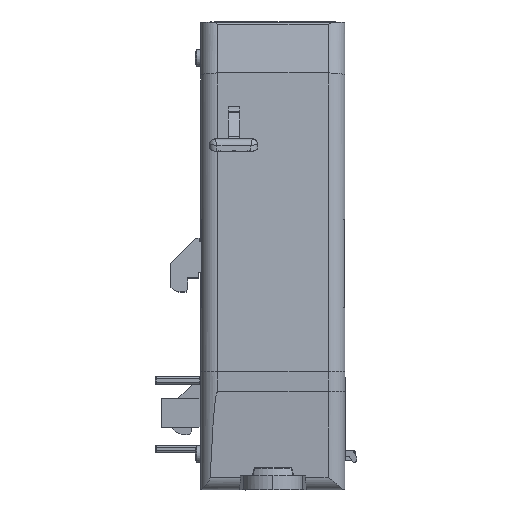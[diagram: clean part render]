
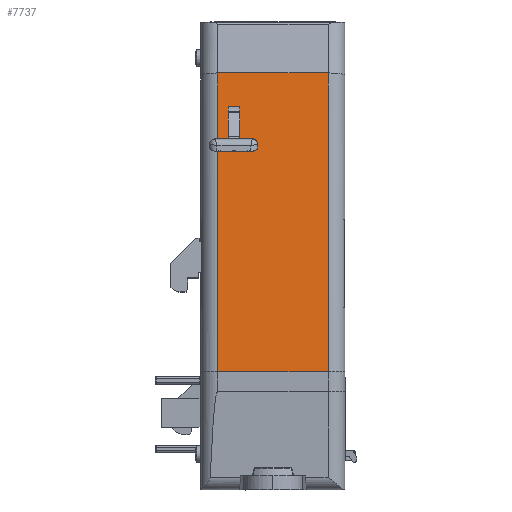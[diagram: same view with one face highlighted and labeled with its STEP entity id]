
A CAD part, front view. The second image highlights one B-rep face of the part: STEP entity #7737.
In plain terms, the highlighted planar face has unit normal (0, -0.999, 0.044).
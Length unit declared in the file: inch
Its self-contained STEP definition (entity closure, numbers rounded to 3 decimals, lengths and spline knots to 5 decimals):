
#1561 = DIRECTION ( 'NONE',  ( -1., 0., 0. ) ) ;
#3700 = ORIENTED_EDGE ( 'NONE', *, *, #113404, .T. ) ;
#5446 = DIRECTION ( 'NONE',  ( 0., 0.044, 0.999 ) ) ;
#7737 = ADVANCED_FACE ( 'NONE', ( #106154, #32027 ), #181554, .T. ) ;
#9438 = EDGE_CURVE ( 'NONE', #30914, #160084, #22209, .T. ) ;
#10422 = CARTESIAN_POINT ( 'NONE',  ( -0.17505, -1.74776, -0.49051 ) ) ;
#19114 = LINE ( 'NONE', #167803, #62812 ) ;
#19920 = EDGE_CURVE ( 'NONE', #190138, #214754, #209814, .T. ) ;
#22209 = LINE ( 'NONE', #185989, #131749 ) ;
#24179 = LINE ( 'NONE', #211338, #48767 ) ;
#25545 = CARTESIAN_POINT ( 'NONE',  ( -0.24746, -1.82827, -2.33452 ) ) ;
#30914 = VERTEX_POINT ( 'NONE', #89151 ) ;
#32027 = FACE_BOUND ( 'NONE', #80726, .T. ) ;
#35728 = LINE ( 'NONE', #224334, #145467 ) ;
#37521 = DIRECTION ( 'NONE',  ( -1., 0., 0. ) ) ;
#38903 = CARTESIAN_POINT ( 'NONE',  ( 0.51828, -1.73772, -0.26054 ) ) ;
#40490 = CARTESIAN_POINT ( 'NONE',  ( 0.51828, -1.92586, -4.56957 ) ) ;
#48767 = VECTOR ( 'NONE', #1561, 39.37008 ) ;
#53658 = CARTESIAN_POINT ( 'NONE',  ( 0.63541, -1.73772, -0.26054 ) ) ;
#59913 = ORIENTED_EDGE ( 'NONE', *, *, #208852, .T. ) ;
#62812 = VECTOR ( 'NONE', #130127, 39.37008 ) ;
#65825 = DIRECTION ( 'NONE',  ( 0., 0.044, 0.999 ) ) ;
#74823 = VERTEX_POINT ( 'NONE', #195084 ) ;
#75951 = EDGE_CURVE ( 'NONE', #74823, #133053, #24179, .T. ) ;
#80726 = EDGE_LOOP ( 'NONE', ( #159326, #162579, #183796, #3700 ) ) ;
#89151 = CARTESIAN_POINT ( 'NONE',  ( -0.09629, -1.74776, -0.49051 ) ) ;
#89514 = VECTOR ( 'NONE', #185519, 39.37008 ) ;
#91562 = VECTOR ( 'NONE', #218503, 39.37008 ) ;
#103390 = LINE ( 'NONE', #203098, #89514 ) ;
#106154 = FACE_OUTER_BOUND ( 'NONE', #135186, .T. ) ;
#113404 = EDGE_CURVE ( 'NONE', #204709, #114375, #35728, .T. ) ;
#114375 = VERTEX_POINT ( 'NONE', #10422 ) ;
#114832 = CARTESIAN_POINT ( 'NONE',  ( -0.09629, -1.75976, -0.76539 ) ) ;
#118306 = ORIENTED_EDGE ( 'NONE', *, *, #75951, .F. ) ;
#130127 = DIRECTION ( 'NONE',  ( -1., 0., 0. ) ) ;
#131749 = VECTOR ( 'NONE', #152254, 39.37008 ) ;
#133053 = VERTEX_POINT ( 'NONE', #25545 ) ;
#135186 = EDGE_LOOP ( 'NONE', ( #118306, #170254, #226432, #59913 ) ) ;
#145012 = VECTOR ( 'NONE', #5446, 39.37008 ) ;
#145467 = VECTOR ( 'NONE', #65825, 39.37008 ) ;
#146573 = CARTESIAN_POINT ( 'NONE',  ( -0.24746, -1.82827, -2.33452 ) ) ;
#150063 = DIRECTION ( 'NONE',  ( 0., -0.999, 0.044 ) ) ;
#152254 = DIRECTION ( 'NONE',  ( 0., -0.044, -0.999 ) ) ;
#152330 = CARTESIAN_POINT ( 'NONE',  ( 0.63541, -1.92586, -4.56957 ) ) ;
#152680 = CARTESIAN_POINT ( 'NONE',  ( -0.24746, -1.73772, -0.26054 ) ) ;
#159326 = ORIENTED_EDGE ( 'NONE', *, *, #215236, .F. ) ;
#160084 = VERTEX_POINT ( 'NONE', #114832 ) ;
#162579 = ORIENTED_EDGE ( 'NONE', *, *, #9438, .T. ) ;
#163167 = EDGE_CURVE ( 'NONE', #204709, #160084, #103390, .T. ) ;
#167803 = CARTESIAN_POINT ( 'NONE',  ( -0.13567, -1.74776, -0.49051 ) ) ;
#170254 = ORIENTED_EDGE ( 'NONE', *, *, #177358, .T. ) ;
#173722 = VECTOR ( 'NONE', #37521, 39.37008 ) ;
#177358 = EDGE_CURVE ( 'NONE', #74823, #190138, #194353, .T. ) ;
#181554 = PLANE ( 'NONE',  #185045 ) ;
#183796 = ORIENTED_EDGE ( 'NONE', *, *, #163167, .F. ) ;
#184833 = LINE ( 'NONE', #146573, #91562 ) ;
#185045 = AXIS2_PLACEMENT_3D ( 'NONE', #152330, #150063, #205172 ) ;
#185519 = DIRECTION ( 'NONE',  ( 1., 0., 0. ) ) ;
#185989 = CARTESIAN_POINT ( 'NONE',  ( -0.09629, -1.92586, -4.56957 ) ) ;
#190138 = VERTEX_POINT ( 'NONE', #38903 ) ;
#194353 = LINE ( 'NONE', #40490, #145012 ) ;
#195084 = CARTESIAN_POINT ( 'NONE',  ( 0.51828, -1.82827, -2.33452 ) ) ;
#203098 = CARTESIAN_POINT ( 'NONE',  ( 0.63541, -1.75976, -0.76539 ) ) ;
#204709 = VERTEX_POINT ( 'NONE', #208343 ) ;
#205172 = DIRECTION ( 'NONE',  ( 0., -0.044, -0.999 ) ) ;
#208343 = CARTESIAN_POINT ( 'NONE',  ( -0.17505, -1.75976, -0.76539 ) ) ;
#208852 = EDGE_CURVE ( 'NONE', #214754, #133053, #184833, .T. ) ;
#209814 = LINE ( 'NONE', #53658, #173722 ) ;
#211338 = CARTESIAN_POINT ( 'NONE',  ( 0.63541, -1.82827, -2.33452 ) ) ;
#214754 = VERTEX_POINT ( 'NONE', #152680 ) ;
#215236 = EDGE_CURVE ( 'NONE', #30914, #114375, #19114, .T. ) ;
#218503 = DIRECTION ( 'NONE',  ( 0., -0.044, -0.999 ) ) ;
#224334 = CARTESIAN_POINT ( 'NONE',  ( -0.17505, -1.92586, -4.56957 ) ) ;
#226432 = ORIENTED_EDGE ( 'NONE', *, *, #19920, .T. ) ;
